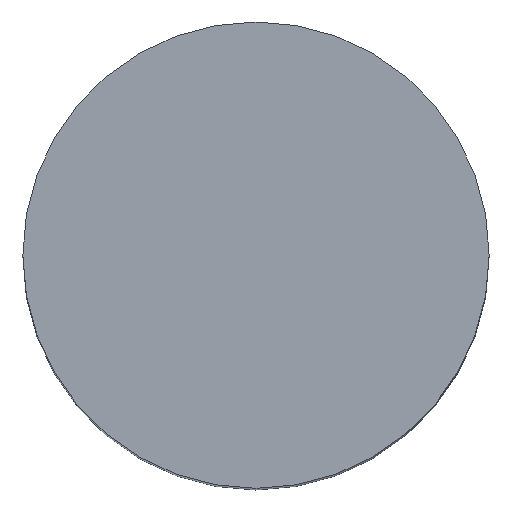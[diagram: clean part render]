
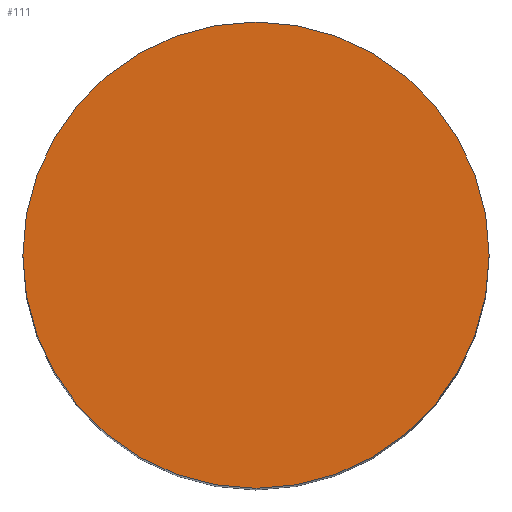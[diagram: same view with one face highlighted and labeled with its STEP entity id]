
A CAD part, top view. The second image highlights one B-rep face of the part: STEP entity #111.
In plain terms, the highlighted planar face has unit normal (0, 0, 1).
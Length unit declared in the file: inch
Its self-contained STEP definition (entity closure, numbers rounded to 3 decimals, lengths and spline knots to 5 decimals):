
#1 = CIRCLE ( 'NONE', #106, 0.49213 ) ;
#6 = DIRECTION ( 'NONE',  ( 1., 0., 0. ) ) ;
#22 = EDGE_CURVE ( 'NONE', #55, #143, #144, .T. ) ;
#25 = EDGE_CURVE ( 'NONE', #143, #55, #1, .T. ) ;
#34 = DIRECTION ( 'NONE',  ( 0., 0., 1. ) ) ;
#38 = DIRECTION ( 'NONE',  ( 1., 0., 0. ) ) ;
#42 = ORIENTED_EDGE ( 'NONE', *, *, #25, .T. ) ;
#52 = DIRECTION ( 'NONE',  ( 1., 0., 0. ) ) ;
#55 = VERTEX_POINT ( 'NONE', #127 ) ;
#61 = CARTESIAN_POINT ( 'NONE',  ( 0., 0., 2. ) ) ;
#65 = CARTESIAN_POINT ( 'NONE',  ( 0., 0., 2. ) ) ;
#67 = AXIS2_PLACEMENT_3D ( 'NONE', #65, #34, #52 ) ;
#68 = FACE_OUTER_BOUND ( 'NONE', #72, .T. ) ;
#72 = EDGE_LOOP ( 'NONE', ( #42, #97 ) ) ;
#74 = AXIS2_PLACEMENT_3D ( 'NONE', #61, #80, #6 ) ;
#80 = DIRECTION ( 'NONE',  ( 0., 0., 1. ) ) ;
#94 = DIRECTION ( 'NONE',  ( 0., 0., 1. ) ) ;
#96 = CARTESIAN_POINT ( 'NONE',  ( -0.49213, 0., 2. ) ) ;
#97 = ORIENTED_EDGE ( 'NONE', *, *, #22, .T. ) ;
#106 = AXIS2_PLACEMENT_3D ( 'NONE', #142, #94, #38 ) ;
#111 = ADVANCED_FACE ( 'NONE', ( #68 ), #114, .T. ) ;
#114 = PLANE ( 'NONE',  #74 ) ;
#127 = CARTESIAN_POINT ( 'NONE',  ( 0.49213, 0., 2. ) ) ;
#142 = CARTESIAN_POINT ( 'NONE',  ( 0., 0., 2. ) ) ;
#143 = VERTEX_POINT ( 'NONE', #96 ) ;
#144 = CIRCLE ( 'NONE', #67, 0.49213 ) ;
